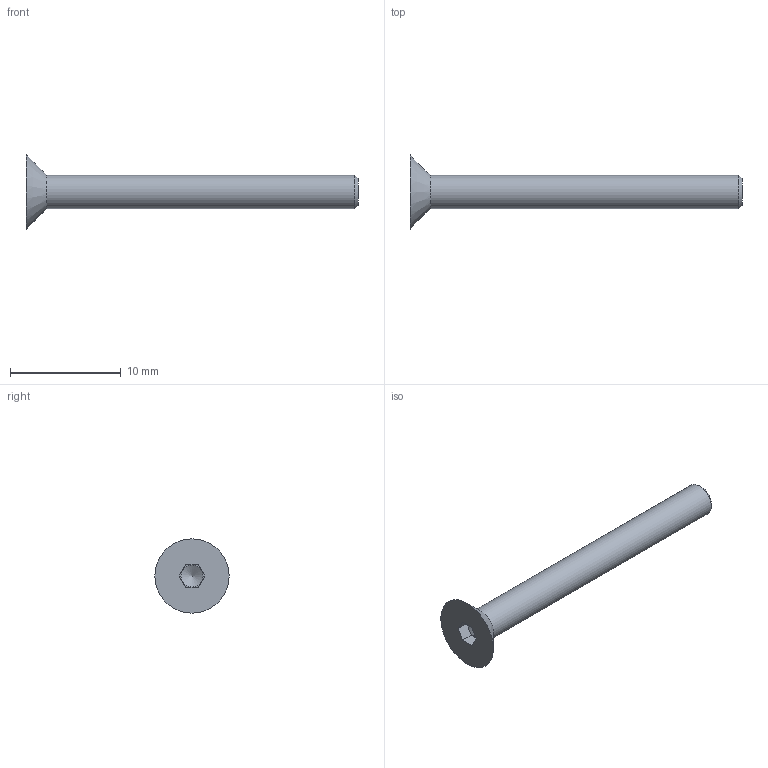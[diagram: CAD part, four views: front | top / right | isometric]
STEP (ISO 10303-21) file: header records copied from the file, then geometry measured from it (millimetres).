
FILE_DESCRIPTION(/* description */ ('STEP AP203'),/* implementation_level */ '2;1');
FILE_NAME(/* name */ 'C-SFB3-30',/* time_stamp */ '2023-12-08T04:33:25+01:00',/* author */ ('License CC BY-ND 4.0'),/* organization */ ('CADENAS'),/* preprocessor_version */ 'ST-DEVELOPER v19.3',/* originating_system */ 'PARTsolutions',/* authorisation */ ' ');
FILE_SCHEMA (('CONFIG_CONTROL_DESIGN'));
Length unit declared in the file: millimetre
Products named in the file (1): C-SFB3-30
Bounding box: 30 x 6.72 x 6.72 mm (x, y, z)
Volume: 230.3 mm3; surface area: 354.2 mm2
Topology: 1 solids, 1 shells, 18 faces, 39 edges, 23 vertices
Faces by surface type: plane 14, cone 3, cylinder 1
Full cylindrical faces by diameter (mm): 3 x1
Entity records: 486 total; most frequent: DIRECTION 82, CARTESIAN_POINT 76, ORIENTED_EDGE 68, EDGE_CURVE 34, AXIS2_PLACEMENT_3D 29, LINE 24, VECTOR 24, VERTEX_POINT 23
